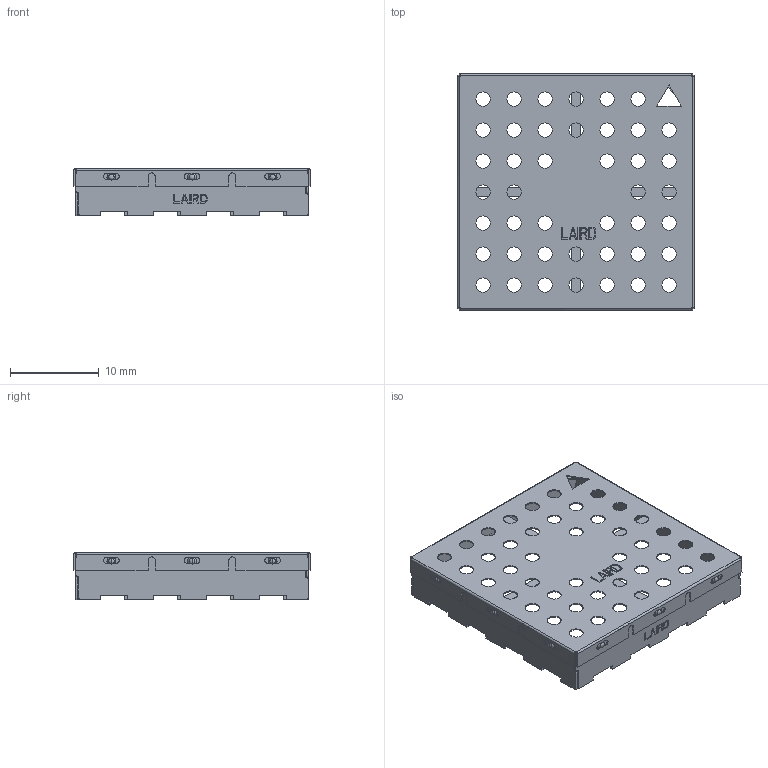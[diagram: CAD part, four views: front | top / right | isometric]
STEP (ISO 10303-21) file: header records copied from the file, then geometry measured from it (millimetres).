
FILE_DESCRIPTION(('STEP AP214'), '1');
FILE_NAME('BMI-S-203-F Norm', '', ('UNSPECIFIED'), ('UNSPECIFIED'), 'ASCON STEP Converter 1.6', 'ASCON Math Kernel', '');
FILE_SCHEMA(('AUTOMOTIVE_DESIGN { 1 0 10303 214 3 1 1}'));
Length unit declared in the file: millimetre
Products named in the file (3): BMI-S-203-F; Laird-DEFAULT_Laird-BMI-S-203-F  and  BMI-S-203-C_BMI-S-203-C
Assembly tree (2 placements, depth 2):
  (unnamed)
    BMI-S-203-F
    Laird-DEFAULT_Laird-BMI-S-203-F  and  BMI-S-203-C_BMI-S-203-C
Bounding box: 26.82 x 26.82 x 5.31 mm (x, y, z)
Volume: 232 mm3; surface area: 3015.6 mm2
Topology: 2 solids, 2 shells, 956 faces, 2656 edges, 1729 vertices
Faces by surface type: plane 719, cylinder 143, sphere 42, bspline 28, cone 24
Full cylindrical faces by diameter (mm): 1.6 x43
Entity records: 39608 total; most frequent: CARTESIAN_POINT 7454, ORIENTED_EDGE 5106, DIRECTION 4694, EDGE_CURVE 2553, LINE 2104, VECTOR 2104, VERTEX_POINT 1729, AXIS2_PLACEMENT_3D 1295
